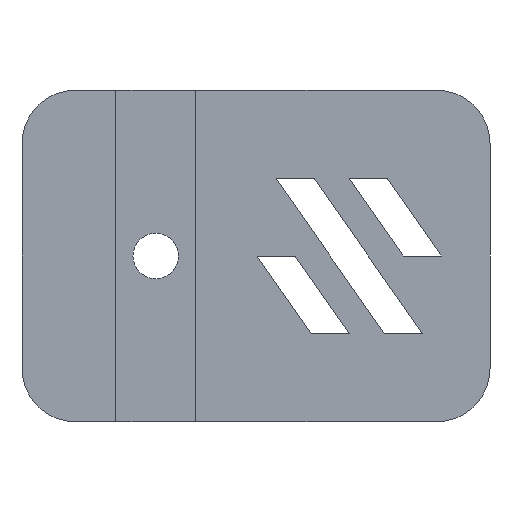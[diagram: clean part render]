
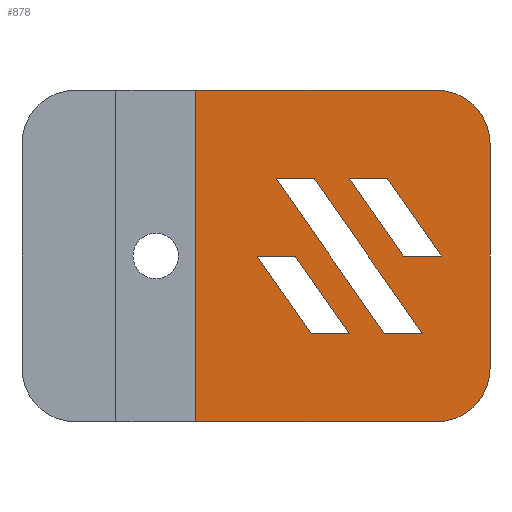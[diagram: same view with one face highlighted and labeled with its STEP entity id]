
A CAD part, front view. The second image highlights one B-rep face of the part: STEP entity #878.
In plain terms, the highlighted planar face has unit normal (0, -1, 0).
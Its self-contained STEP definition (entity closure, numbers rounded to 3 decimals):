
#30=FACE_BOUND('',#149,.T.);
#31=FACE_BOUND('',#150,.T.);
#32=FACE_BOUND('',#151,.T.);
#48=CIRCLE('',#956,4.);
#50=CIRCLE('',#962,4.);
#94=FACE_OUTER_BOUND('',#148,.T.);
#148=EDGE_LOOP('',(#752,#753,#754,#755,#756,#757));
#149=EDGE_LOOP('',(#758,#759,#760,#761));
#150=EDGE_LOOP('',(#762,#763,#764,#765));
#151=EDGE_LOOP('',(#766,#767,#768,#769));
#172=LINE('',#1239,#274);
#175=LINE('',#1244,#277);
#197=LINE('',#1302,#299);
#200=LINE('',#1307,#302);
#210=LINE('',#1328,#312);
#213=LINE('',#1333,#315);
#216=LINE('',#1349,#318);
#218=LINE('',#1352,#320);
#220=LINE('',#1356,#322);
#221=LINE('',#1358,#323);
#222=LINE('',#1361,#324);
#224=LINE('',#1364,#326);
#244=LINE('',#1414,#346);
#250=LINE('',#1431,#352);
#256=LINE('',#1442,#358);
#257=LINE('',#1443,#359);
#274=VECTOR('',#997,10.);
#277=VECTOR('',#1002,10.);
#299=VECTOR('',#1048,10.);
#302=VECTOR('',#1053,10.);
#312=VECTOR('',#1073,10.);
#315=VECTOR('',#1078,10.);
#318=VECTOR('',#1097,10.);
#320=VECTOR('',#1101,10.);
#322=VECTOR('',#1105,10.);
#323=VECTOR('',#1108,10.);
#324=VECTOR('',#1111,10.);
#326=VECTOR('',#1115,10.);
#346=VECTOR('',#1165,10.);
#352=VECTOR('',#1183,10.);
#358=VECTOR('',#1191,10.);
#359=VECTOR('',#1192,10.);
#371=VERTEX_POINT('',#1236);
#372=VERTEX_POINT('',#1238);
#373=VERTEX_POINT('',#1242);
#396=VERTEX_POINT('',#1299);
#397=VERTEX_POINT('',#1301);
#398=VERTEX_POINT('',#1305);
#403=VERTEX_POINT('',#1325);
#404=VERTEX_POINT('',#1327);
#405=VERTEX_POINT('',#1331);
#410=VERTEX_POINT('',#1348);
#411=VERTEX_POINT('',#1354);
#412=VERTEX_POINT('',#1360);
#421=VERTEX_POINT('',#1398);
#422=VERTEX_POINT('',#1400);
#427=VERTEX_POINT('',#1412);
#430=VERTEX_POINT('',#1424);
#431=VERTEX_POINT('',#1426);
#432=VERTEX_POINT('',#1430);
#450=EDGE_CURVE('',#372,#371,#172,.T.);
#453=EDGE_CURVE('',#371,#373,#175,.T.);
#481=EDGE_CURVE('',#397,#396,#197,.T.);
#484=EDGE_CURVE('',#396,#398,#200,.T.);
#494=EDGE_CURVE('',#404,#403,#210,.T.);
#497=EDGE_CURVE('',#403,#405,#213,.T.);
#504=EDGE_CURVE('',#410,#404,#216,.T.);
#506=EDGE_CURVE('',#405,#410,#218,.T.);
#508=EDGE_CURVE('',#373,#411,#220,.T.);
#509=EDGE_CURVE('',#411,#372,#221,.T.);
#510=EDGE_CURVE('',#412,#397,#222,.T.);
#512=EDGE_CURVE('',#398,#412,#224,.T.);
#530=EDGE_CURVE('',#421,#422,#48,.T.);
#537=EDGE_CURVE('',#427,#421,#244,.T.);
#543=EDGE_CURVE('',#430,#431,#50,.T.);
#545=EDGE_CURVE('',#431,#432,#250,.T.);
#551=EDGE_CURVE('',#422,#430,#256,.T.);
#552=EDGE_CURVE('',#427,#432,#257,.T.);
#752=ORIENTED_EDGE('',*,*,#543,.F.);
#753=ORIENTED_EDGE('',*,*,#551,.F.);
#754=ORIENTED_EDGE('',*,*,#530,.F.);
#755=ORIENTED_EDGE('',*,*,#537,.F.);
#756=ORIENTED_EDGE('',*,*,#552,.T.);
#757=ORIENTED_EDGE('',*,*,#545,.F.);
#758=ORIENTED_EDGE('',*,*,#497,.T.);
#759=ORIENTED_EDGE('',*,*,#506,.T.);
#760=ORIENTED_EDGE('',*,*,#504,.T.);
#761=ORIENTED_EDGE('',*,*,#494,.T.);
#762=ORIENTED_EDGE('',*,*,#450,.T.);
#763=ORIENTED_EDGE('',*,*,#453,.T.);
#764=ORIENTED_EDGE('',*,*,#508,.T.);
#765=ORIENTED_EDGE('',*,*,#509,.T.);
#766=ORIENTED_EDGE('',*,*,#484,.T.);
#767=ORIENTED_EDGE('',*,*,#512,.T.);
#768=ORIENTED_EDGE('',*,*,#510,.T.);
#769=ORIENTED_EDGE('',*,*,#481,.T.);
#830=PLANE('',#964);
#878=ADVANCED_FACE('',(#94,#30,#31,#32),#830,.T.);
#956=AXIS2_PLACEMENT_3D('',#1401,#1155,#1156);
#962=AXIS2_PLACEMENT_3D('',#1427,#1178,#1179);
#964=AXIS2_PLACEMENT_3D('',#1441,#1189,#1190);
#997=DIRECTION('',(1.,0.,0.));
#1002=DIRECTION('',(0.574,0.,-0.819));
#1048=DIRECTION('',(-1.,0.,0.));
#1053=DIRECTION('',(-0.574,0.,0.819));
#1073=DIRECTION('',(-1.,0.,0.));
#1078=DIRECTION('',(-0.574,0.,0.819));
#1097=DIRECTION('',(0.574,0.,-0.819));
#1101=DIRECTION('',(1.,0.,0.));
#1105=DIRECTION('',(-1.,0.,0.));
#1108=DIRECTION('',(-0.574,0.,0.819));
#1111=DIRECTION('',(0.574,0.,-0.819));
#1115=DIRECTION('',(1.,0.,0.));
#1155=DIRECTION('center_axis',(0.,1.,0.));
#1156=DIRECTION('ref_axis',(0.707,0.,0.707));
#1165=DIRECTION('',(1.,0.,0.));
#1178=DIRECTION('center_axis',(0.,1.,0.));
#1179=DIRECTION('ref_axis',(0.707,0.,-0.707));
#1183=DIRECTION('',(-1.,0.,0.));
#1189=DIRECTION('center_axis',(0.,-1.,0.));
#1190=DIRECTION('ref_axis',(0.,0.,-1.));
#1191=DIRECTION('',(0.,0.,-1.));
#1192=DIRECTION('',(0.,0.,-1.));
#1236=CARTESIAN_POINT('',(7.317,4.,18.17));
#1238=CARTESIAN_POINT('',(4.471,4.,18.17));
#1239=CARTESIAN_POINT('',(2.409,4.,18.17));
#1242=CARTESIAN_POINT('',(11.357,4.,12.4));
#1244=CARTESIAN_POINT('',(9.078,4.,15.655));
#1299=CARTESIAN_POINT('',(7.088,4.,6.63));
#1301=CARTESIAN_POINT('',(9.934,4.,6.63));
#1302=CARTESIAN_POINT('',(2.294,4.,6.63));
#1305=CARTESIAN_POINT('',(-0.992,4.,18.17));
#1307=CARTESIAN_POINT('',(0.115,4.,16.588));
#1325=CARTESIAN_POINT('',(1.625,4.,6.63));
#1327=CARTESIAN_POINT('',(4.471,4.,6.63));
#1328=CARTESIAN_POINT('',(-0.437,4.,6.63));
#1331=CARTESIAN_POINT('',(-2.415,4.,12.4));
#1333=CARTESIAN_POINT('',(-2.429,4.,12.42));
#1348=CARTESIAN_POINT('',(0.431,4.,12.4));
#1349=CARTESIAN_POINT('',(1.969,4.,10.204));
#1352=CARTESIAN_POINT('',(-1.034,4.,12.4));
#1354=CARTESIAN_POINT('',(8.511,4.,12.4));
#1356=CARTESIAN_POINT('',(3.006,4.,12.4));
#1358=CARTESIAN_POINT('',(4.68,4.,17.872));
#1360=CARTESIAN_POINT('',(1.854,4.,18.17));
#1361=CARTESIAN_POINT('',(6.534,4.,11.487));
#1364=CARTESIAN_POINT('',(-0.323,4.,18.17));
#1398=CARTESIAN_POINT('',(11.,4.,24.8));
#1400=CARTESIAN_POINT('',(15.,4.,20.8));
#1401=CARTESIAN_POINT('Origin',(11.,4.,20.8));
#1412=CARTESIAN_POINT('',(-7.02,4.,24.8));
#1414=CARTESIAN_POINT('',(-20.,4.,24.8));
#1424=CARTESIAN_POINT('',(15.,4.,4.));
#1426=CARTESIAN_POINT('',(11.,4.,0.));
#1427=CARTESIAN_POINT('Origin',(11.,4.,4.));
#1430=CARTESIAN_POINT('',(-7.02,4.,0.));
#1431=CARTESIAN_POINT('',(0.,4.,0.));
#1441=CARTESIAN_POINT('Origin',(-2.5,4.,12.4));
#1442=CARTESIAN_POINT('',(15.,4.,24.8));
#1443=CARTESIAN_POINT('',(-7.02,4.,6.2));
